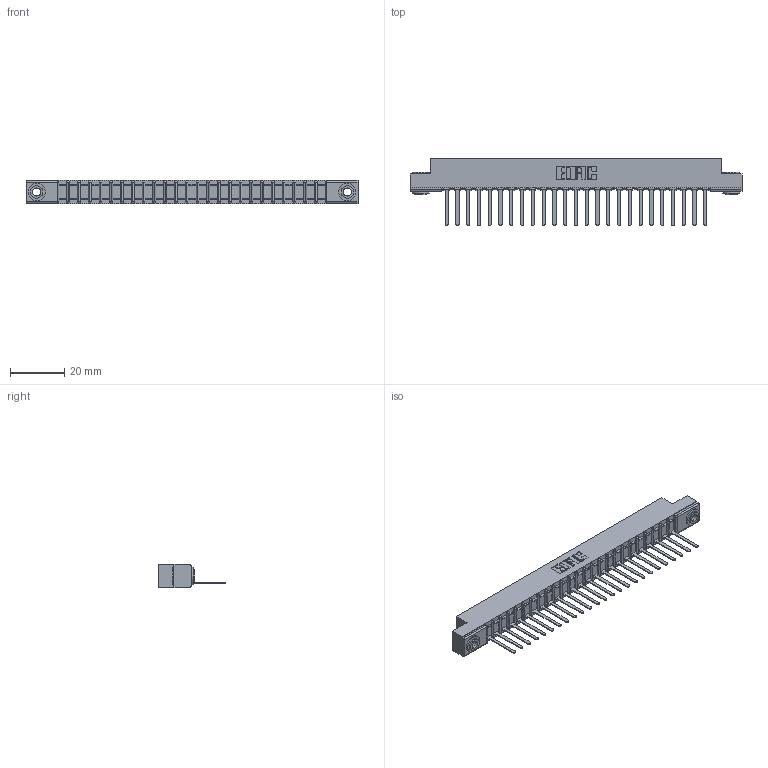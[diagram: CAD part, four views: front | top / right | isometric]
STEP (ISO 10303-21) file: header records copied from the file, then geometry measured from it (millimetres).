
FILE_DESCRIPTION (( 'STEP AP203' ), '1' );
FILE_NAME ('307-025-541-103.STEP', '2019-09-05T01:30:26', ( '' ), ( '' ), 'SwSTEP 2.0', 'SolidWorks 2016', '' );
FILE_SCHEMA (( 'CONFIG_CONTROL_DESIGN' ));
Length unit declared in the file: inch
Products named in the file (4): 307 Part_.156 Dia Mounting Holes; 307-025-541-103; 307-290-002_541; 345-250-002_345-250-002-102
Assembly tree (28 placements, depth 2):
  307-025-541-103
    307 Part_.156 Dia Mounting Holes
    307-290-002_541  x25
    345-250-002_345-250-002-102  x2
Bounding box: 122.07 x 24.59 x 8.71 mm (x, y, z)
Volume: 8132.4 mm3; surface area: 15628.3 mm2
Topology: 28 solids, 28 shells, 2046 faces, 6235 edges, 4082 vertices
Faces by surface type: plane 1219, cylinder 767, sphere 52, cone 8
Entity records: 25311 total; most frequent: CARTESIAN_POINT 4245, ORIENTED_EDGE 4226, DIRECTION 4147, EDGE_CURVE 2113, VECTOR 1603, LINE 1603, VERTEX_POINT 1370, AXIS2_PLACEMENT_3D 1272
